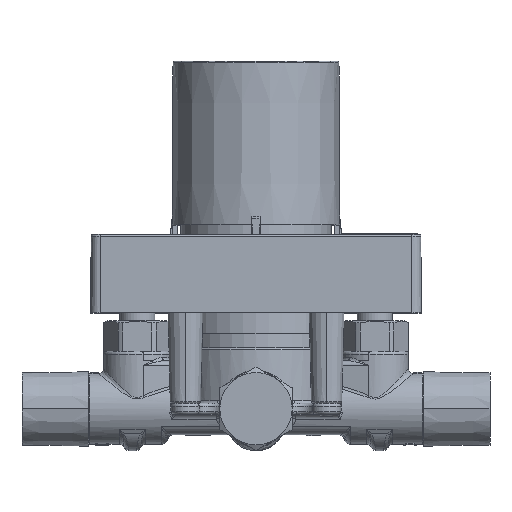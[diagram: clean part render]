
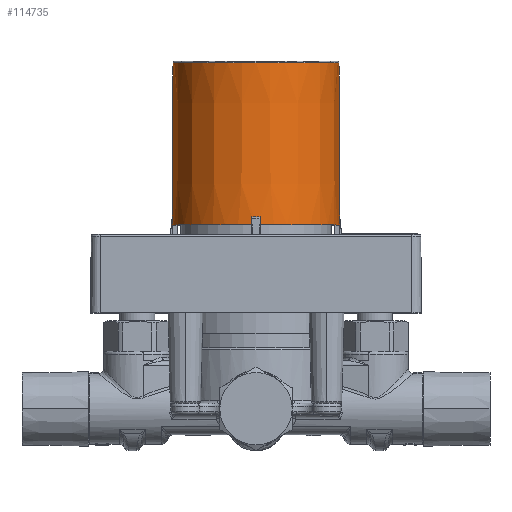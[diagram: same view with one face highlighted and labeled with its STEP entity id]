
A CAD part, top view. The second image highlights one B-rep face of the part: STEP entity #114735.
In plain terms, the highlighted conical face has half-angle 0.269 degrees and reference radius 25.971 mm.
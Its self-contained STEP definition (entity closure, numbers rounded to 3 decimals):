
#92705=CARTESIAN_POINT('',(0.,26.3,0.));
#92706=DIRECTION('',(0.,-1.,0.));
#92707=DIRECTION('',(0.999,0.,0.052));
#92708=AXIS2_PLACEMENT_3D('',#92705,#92706,#92707);
#92733=CARTESIAN_POINT('',(0.,26.3,0.));
#92734=DIRECTION('',(0.,-1.,0.));
#92735=DIRECTION('',(0.052,0.,-0.999));
#92736=AXIS2_PLACEMENT_3D('',#92733,#92734,#92735);
#92793=DIRECTION('',(0.,-1.,0.005));
#92794=VECTOR('',#92793,47.908);
#92795=CARTESIAN_POINT('',(0.,76.802,
25.852));
#92796=LINE('',#92795,#92794);
#92816=DIRECTION('',(0.,-1.,
-0.005));
#92817=VECTOR('',#92816,47.908);
#92818=CARTESIAN_POINT('',(0.,76.802,
-25.852));
#92819=LINE('',#92818,#92817);
#92906=CARTESIAN_POINT('',(0.,76.802,0.));
#92907=DIRECTION('',(0.,1.,0.));
#92908=DIRECTION('',(0.,0.,1.));
#92909=AXIS2_PLACEMENT_3D('',#92906,#92907,#92908);
#92911=CARTESIAN_POINT('',(0.,28.894,0.));
#92912=DIRECTION('',(0.,1.,0.));
#92913=DIRECTION('',(0.052,0.,-0.999));
#92914=AXIS2_PLACEMENT_3D('',#92911,#92912,#92913);
#92916=DIRECTION('',(0.,1.,0.005));
#92917=VECTOR('',#92916,2.594);
#92918=CARTESIAN_POINT('',(1.365,26.3,
-26.054));
#92919=LINE('',#92918,#92917);
#92920=CARTESIAN_POINT('',(0.,28.894,0.));
#92921=DIRECTION('',(0.,1.,0.));
#92922=DIRECTION('',(0.999,0.,0.052));
#92923=AXIS2_PLACEMENT_3D('',#92920,#92921,#92922);
#92925=DIRECTION('',(-0.005,1.,0.));
#92926=VECTOR('',#92925,2.594);
#92927=CARTESIAN_POINT('',(26.054,26.3,1.365));
#92928=LINE('',#92927,#92926);
#92929=CARTESIAN_POINT('',(0.,28.894,0.));
#92930=DIRECTION('',(0.,1.,0.));
#92931=DIRECTION('',(0.,0.,1.));
#92932=AXIS2_PLACEMENT_3D('',#92929,#92930,#92931);
#92962=DIRECTION('',(-0.005,1.,0.));
#92963=VECTOR('',#92962,2.594);
#92964=CARTESIAN_POINT('',(26.054,26.3,
-1.365));
#92965=LINE('',#92964,#92963);
#92993=DIRECTION('',(0.,1.,-0.005));
#92994=VECTOR('',#92993,2.594);
#92995=CARTESIAN_POINT('',(1.365,26.3,26.054));
#92996=LINE('',#92995,#92994);
#96075=CARTESIAN_POINT('',(1.365,28.894,
-26.042));
#96076=VERTEX_POINT('',#96075);
#96296=CARTESIAN_POINT('',(26.042,28.894,
-1.365));
#96298=VERTEX_POINT('',#96296);
#96577=CARTESIAN_POINT('',(26.042,28.894,1.365));
#96579=VERTEX_POINT('',#96577);
#96697=CARTESIAN_POINT('',(1.365,28.894,26.042));
#96699=VERTEX_POINT('',#96697);
#96736=CARTESIAN_POINT('',(1.365,26.3,-26.054));
#96737=VERTEX_POINT('',#96736);
#96738=CARTESIAN_POINT('',(26.054,26.3,-1.365));
#96739=VERTEX_POINT('',#96738);
#96740=CARTESIAN_POINT('',(26.054,26.3,1.365));
#96741=VERTEX_POINT('',#96740);
#96742=CARTESIAN_POINT('',(1.365,26.3,26.054));
#96743=VERTEX_POINT('',#96742);
#96752=CARTESIAN_POINT('',(0.,28.894,-26.077));
#96753=VERTEX_POINT('',#96752);
#96754=CARTESIAN_POINT('',(0.,28.894,26.077));
#96755=VERTEX_POINT('',#96754);
#96784=CARTESIAN_POINT('',(0.,76.802,25.852));
#96785=CARTESIAN_POINT('',(0.,76.802,-25.852));
#96786=VERTEX_POINT('',#96784);
#96787=VERTEX_POINT('',#96785);
#114709=CARTESIAN_POINT('',(0.,51.551,0.));
#114710=DIRECTION('',(0.,-1.,0.));
#114711=DIRECTION('',(0.,0.,-1.));
#114712=AXIS2_PLACEMENT_3D('',#114709,#114710,#114711);
#114713=CONICAL_SURFACE('',#114712,25.971,0.269);
#114714=ORIENTED_EDGE('',*,*,#114703,.T.);
#114715=ORIENTED_EDGE('',*,*,#114561,.T.);
#114717=ORIENTED_EDGE('',*,*,#114716,.F.);
#114719=ORIENTED_EDGE('',*,*,#114718,.F.);
#114720=ORIENTED_EDGE('',*,*,#114479,.T.);
#114722=ORIENTED_EDGE('',*,*,#114721,.T.);
#114724=ORIENTED_EDGE('',*,*,#114723,.F.);
#114726=ORIENTED_EDGE('',*,*,#114725,.F.);
#114727=ORIENTED_EDGE('',*,*,#114469,.T.);
#114729=ORIENTED_EDGE('',*,*,#114728,.T.);
#114731=ORIENTED_EDGE('',*,*,#114730,.F.);
#114732=ORIENTED_EDGE('',*,*,#114543,.F.);
#114733=EDGE_LOOP('',(#114714,#114715,#114717,#114719,#114720,#114722,#114724,
#114726,#114727,#114729,#114731,#114732));
#114734=FACE_OUTER_BOUND('',#114733,.F.);
#114735=ADVANCED_FACE('',(#114734),#114713,.T.);
#92709=CIRCLE('',#92708,26.09);
#92737=CIRCLE('',#92736,26.09);
#92910=CIRCLE('',#92909,25.852);
#92915=CIRCLE('',#92914,26.077);
#92924=CIRCLE('',#92923,26.077);
#92933=CIRCLE('',#92932,26.077);
#114469=EDGE_CURVE('',#96741,#96743,#92709,.T.);
#114479=EDGE_CURVE('',#96737,#96739,#92737,.T.);
#114543=EDGE_CURVE('',#96786,#96755,#92796,.T.);
#114561=EDGE_CURVE('',#96787,#96753,#92819,.T.);
#114703=EDGE_CURVE('',#96786,#96787,#92910,.T.);
#114716=EDGE_CURVE('',#96076,#96753,#92915,.T.);
#114718=EDGE_CURVE('',#96737,#96076,#92919,.T.);
#114721=EDGE_CURVE('',#96739,#96298,#92965,.T.);
#114723=EDGE_CURVE('',#96579,#96298,#92924,.T.);
#114725=EDGE_CURVE('',#96741,#96579,#92928,.T.);
#114728=EDGE_CURVE('',#96743,#96699,#92996,.T.);
#114730=EDGE_CURVE('',#96755,#96699,#92933,.T.);
